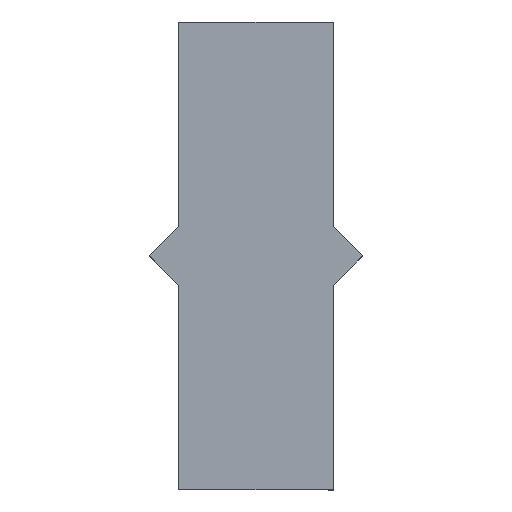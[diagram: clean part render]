
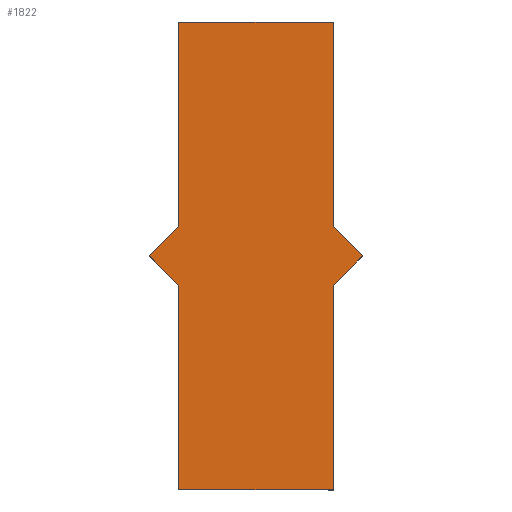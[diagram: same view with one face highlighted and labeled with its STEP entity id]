
A CAD part, top view. The second image highlights one B-rep face of the part: STEP entity #1822.
In plain terms, the highlighted planar face has unit normal (0, 0, 1).
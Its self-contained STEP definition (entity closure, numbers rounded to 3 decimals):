
#181=FACE_OUTER_BOUND('',#281,.T.);
#281=EDGE_LOOP('',(#1638,#1639,#1640,#1641,#1642,#1643,#1644,#1645,#1646,
#1647));
#310=LINE('',#2514,#516);
#347=LINE('',#2588,#553);
#475=LINE('',#3064,#681);
#476=LINE('',#3067,#682);
#478=LINE('',#3071,#684);
#480=LINE('',#3075,#686);
#482=LINE('',#3078,#688);
#483=LINE('',#3081,#689);
#485=LINE('',#3085,#691);
#487=LINE('',#3088,#693);
#516=VECTOR('',#2017,10.);
#553=VECTOR('',#2074,10.);
#681=VECTOR('',#2424,10.);
#682=VECTOR('',#2427,10.);
#684=VECTOR('',#2431,10.);
#686=VECTOR('',#2435,10.);
#688=VECTOR('',#2439,10.);
#689=VECTOR('',#2442,10.);
#691=VECTOR('',#2446,10.);
#693=VECTOR('',#2450,10.);
#717=VERTEX_POINT('',#2511);
#718=VERTEX_POINT('',#2513);
#744=VERTEX_POINT('',#2585);
#745=VERTEX_POINT('',#2587);
#862=VERTEX_POINT('',#3062);
#863=VERTEX_POINT('',#3066);
#864=VERTEX_POINT('',#3070);
#865=VERTEX_POINT('',#3074);
#866=VERTEX_POINT('',#3080);
#867=VERTEX_POINT('',#3084);
#896=EDGE_CURVE('',#718,#717,#310,.T.);
#933=EDGE_CURVE('',#745,#744,#347,.T.);
#1115=EDGE_CURVE('',#744,#862,#475,.T.);
#1116=EDGE_CURVE('',#863,#745,#476,.T.);
#1118=EDGE_CURVE('',#864,#863,#478,.T.);
#1120=EDGE_CURVE('',#865,#864,#480,.T.);
#1122=EDGE_CURVE('',#717,#865,#482,.T.);
#1123=EDGE_CURVE('',#866,#718,#483,.T.);
#1125=EDGE_CURVE('',#867,#866,#485,.T.);
#1127=EDGE_CURVE('',#862,#867,#487,.T.);
#1638=ORIENTED_EDGE('',*,*,#1127,.T.);
#1639=ORIENTED_EDGE('',*,*,#1125,.T.);
#1640=ORIENTED_EDGE('',*,*,#1123,.T.);
#1641=ORIENTED_EDGE('',*,*,#896,.T.);
#1642=ORIENTED_EDGE('',*,*,#1122,.T.);
#1643=ORIENTED_EDGE('',*,*,#1120,.T.);
#1644=ORIENTED_EDGE('',*,*,#1118,.T.);
#1645=ORIENTED_EDGE('',*,*,#1116,.T.);
#1646=ORIENTED_EDGE('',*,*,#933,.T.);
#1647=ORIENTED_EDGE('',*,*,#1115,.T.);
#1728=PLANE('',#1972);
#1822=ADVANCED_FACE('',(#181),#1728,.T.);
#1972=AXIS2_PLACEMENT_3D('',#3089,#2451,#2452);
#2017=DIRECTION('',(0.,1.,0.));
#2074=DIRECTION('',(0.,-1.,0.));
#2424=DIRECTION('',(1.,0.,0.));
#2427=DIRECTION('',(0.707,-0.707,0.));
#2431=DIRECTION('',(-0.707,-0.707,0.));
#2435=DIRECTION('',(0.,-1.,0.));
#2439=DIRECTION('',(-1.,0.,0.));
#2442=DIRECTION('',(-0.707,0.707,0.));
#2446=DIRECTION('',(0.707,0.707,0.));
#2450=DIRECTION('',(0.,1.,0.));
#2451=DIRECTION('center_axis',(0.,0.,1.));
#2452=DIRECTION('ref_axis',(1.,0.,0.));
#2511=CARTESIAN_POINT('',(59.6,42.518,20.25));
#2513=CARTESIAN_POINT('',(59.6,5.379,20.25));
#2514=CARTESIAN_POINT('',(59.6,5.379,20.25));
#2585=CARTESIAN_POINT('',(31.5,-42.518,20.25));
#2587=CARTESIAN_POINT('',(31.5,-5.379,20.25));
#2588=CARTESIAN_POINT('',(31.5,-5.379,20.25));
#3062=CARTESIAN_POINT('',(59.6,-42.518,20.25));
#3064=CARTESIAN_POINT('',(59.85,-42.518,20.25));
#3066=CARTESIAN_POINT('',(26.121,0.,20.25));
#3067=CARTESIAN_POINT('',(26.121,0.,20.25));
#3070=CARTESIAN_POINT('',(31.5,5.379,20.25));
#3071=CARTESIAN_POINT('',(31.5,5.379,20.25));
#3074=CARTESIAN_POINT('',(31.5,42.518,20.25));
#3075=CARTESIAN_POINT('',(31.5,42.518,20.25));
#3078=CARTESIAN_POINT('',(59.85,42.518,20.25));
#3080=CARTESIAN_POINT('',(64.979,0.,20.25));
#3081=CARTESIAN_POINT('',(64.979,0.,20.25));
#3084=CARTESIAN_POINT('',(59.6,-5.379,20.25));
#3085=CARTESIAN_POINT('',(59.6,-5.379,20.25));
#3088=CARTESIAN_POINT('',(59.6,-42.518,20.25));
#3089=CARTESIAN_POINT('Origin',(45.55,0.,20.25));
